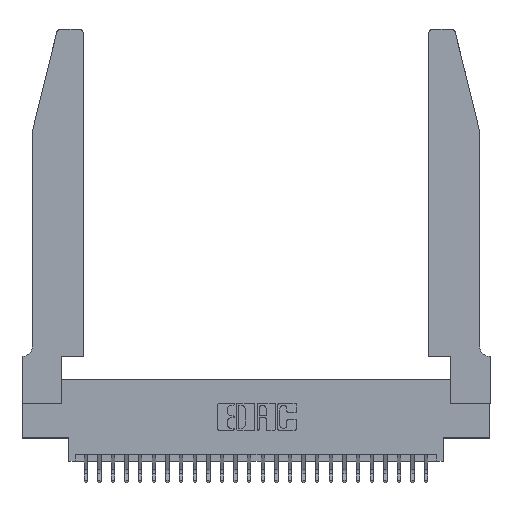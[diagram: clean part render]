
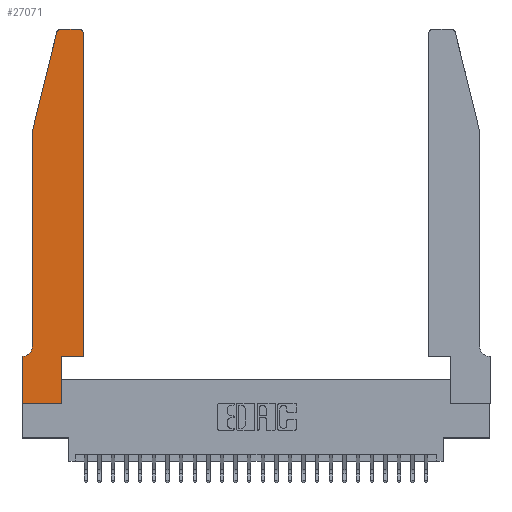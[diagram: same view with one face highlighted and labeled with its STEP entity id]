
A CAD part, top view. The second image highlights one B-rep face of the part: STEP entity #27071.
In plain terms, the highlighted planar face has unit normal (0, 0, 1).
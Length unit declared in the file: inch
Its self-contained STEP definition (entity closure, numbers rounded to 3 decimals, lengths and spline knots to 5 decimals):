
#864 = CARTESIAN_POINT ( 'NONE',  ( 0.284, 2.72, 0.37 ) ) ;
#1023 = CARTESIAN_POINT ( 'NONE',  ( 0.284, 2.75, 0.37 ) ) ;
#1081 = DIRECTION ( 'NONE',  ( 0., 1., 0. ) ) ;
#1459 = ORIENTED_EDGE ( 'NONE', *, *, #19872, .T. ) ;
#1554 = CARTESIAN_POINT ( 'NONE',  ( 0.4505, 0.35, 0.37 ) ) ;
#1843 = CARTESIAN_POINT ( 'NONE',  ( 0., 0., 0.37 ) ) ;
#2271 = VERTEX_POINT ( 'NONE', #4334 ) ;
#2673 = CARTESIAN_POINT ( 'NONE',  ( 0.0755, 0.35, 0.37 ) ) ;
#2838 = EDGE_CURVE ( 'NONE', #9746, #3343, #10814, .T. ) ;
#3128 = DIRECTION ( 'NONE',  ( 1., 0., 0. ) ) ;
#3284 = DIRECTION ( 'NONE',  ( 0., 0., 1. ) ) ;
#3343 = VERTEX_POINT ( 'NONE', #26974 ) ;
#3837 = VECTOR ( 'NONE', #25668, 39.37008 ) ;
#3839 = VECTOR ( 'NONE', #12269, 39.37008 ) ;
#3955 = DIRECTION ( 'NONE',  ( 0., 1., 0. ) ) ;
#4290 = EDGE_CURVE ( 'NONE', #8469, #2271, #5605, .T. ) ;
#4334 = CARTESIAN_POINT ( 'NONE',  ( 0.4205, 2.75, 0.37 ) ) ;
#4452 = VECTOR ( 'NONE', #3955, 39.37008 ) ;
#4885 = CARTESIAN_POINT ( 'NONE',  ( 0.2865, 0.35, 0.37 ) ) ;
#5357 = LINE ( 'NONE', #20329, #16149 ) ;
#5372 = CARTESIAN_POINT ( 'NONE',  ( 0.0755, 0.42, 0.37 ) ) ;
#5420 = VERTEX_POINT ( 'NONE', #1554 ) ;
#5567 = EDGE_CURVE ( 'NONE', #2271, #14533, #24474, .T. ) ;
#5605 = CIRCLE ( 'NONE', #15799, 0.03 ) ;
#5684 = VECTOR ( 'NONE', #14694, 39.37008 ) ;
#5989 = DIRECTION ( 'NONE',  ( 0., 0., 1. ) ) ;
#6076 = CARTESIAN_POINT ( 'NONE',  ( 0.2865, 0.35, 0.37 ) ) ;
#6401 = DIRECTION ( 'NONE',  ( -1., 0., 0. ) ) ;
#6434 = EDGE_CURVE ( 'NONE', #18621, #5420, #27024, .T. ) ;
#6808 = ORIENTED_EDGE ( 'NONE', *, *, #6434, .T. ) ;
#7092 = ORIENTED_EDGE ( 'NONE', *, *, #24851, .T. ) ;
#7902 = CARTESIAN_POINT ( 'NONE',  ( 0., 0., 0.37 ) ) ;
#7947 = CARTESIAN_POINT ( 'NONE',  ( 0.0755, 2., 0.37 ) ) ;
#8026 = VECTOR ( 'NONE', #19829, 39.37008 ) ;
#8469 = VERTEX_POINT ( 'NONE', #19796 ) ;
#8592 = VERTEX_POINT ( 'NONE', #5372 ) ;
#8870 = ORIENTED_EDGE ( 'NONE', *, *, #11375, .T. ) ;
#9080 = CARTESIAN_POINT ( 'NONE',  ( 0.0055, 0.42, 0.37 ) ) ;
#9746 = VERTEX_POINT ( 'NONE', #12162 ) ;
#9785 = DIRECTION ( 'NONE',  ( 0., -1., 0. ) ) ;
#9889 = ORIENTED_EDGE ( 'NONE', *, *, #27307, .T. ) ;
#10814 = LINE ( 'NONE', #27192, #5684 ) ;
#11235 = DIRECTION ( 'NONE',  ( -1., 0., 0. ) ) ;
#11368 = CARTESIAN_POINT ( 'NONE',  ( 0.0055, 0.35, 0.37 ) ) ;
#11375 = EDGE_CURVE ( 'NONE', #21736, #27404, #23538, .T. ) ;
#12162 = CARTESIAN_POINT ( 'NONE',  ( 0.25487, 2.72718, 0.37 ) ) ;
#12269 = DIRECTION ( 'NONE',  ( 0., -1., 0. ) ) ;
#12500 = ORIENTED_EDGE ( 'NONE', *, *, #2838, .T. ) ;
#12861 = CARTESIAN_POINT ( 'NONE',  ( 0.2605, 2.75, 0.37 ) ) ;
#13341 = VECTOR ( 'NONE', #6401, 39.37008 ) ;
#13956 = VERTEX_POINT ( 'NONE', #7902 ) ;
#14132 = EDGE_CURVE ( 'NONE', #13956, #15694, #22071, .T. ) ;
#14533 = VERTEX_POINT ( 'NONE', #1023 ) ;
#14669 = AXIS2_PLACEMENT_3D ( 'NONE', #16178, #3284, #18317 ) ;
#14675 = AXIS2_PLACEMENT_3D ( 'NONE', #9080, #23813, #11235 ) ;
#14694 = DIRECTION ( 'NONE',  ( -0.239, -0.971, 0. ) ) ;
#15481 = EDGE_CURVE ( 'NONE', #8592, #21736, #16440, .T. ) ;
#15587 = FACE_OUTER_BOUND ( 'NONE', #24529, .T. ) ;
#15629 = AXIS2_PLACEMENT_3D ( 'NONE', #864, #16033, #3128 ) ;
#15694 = VERTEX_POINT ( 'NONE', #22727 ) ;
#15799 = AXIS2_PLACEMENT_3D ( 'NONE', #18835, #5989, #20933 ) ;
#15845 = VECTOR ( 'NONE', #16927, 39.37008 ) ;
#16033 = DIRECTION ( 'NONE',  ( 0., 0., 1. ) ) ;
#16149 = VECTOR ( 'NONE', #9785, 39.37008 ) ;
#16178 = CARTESIAN_POINT ( 'NONE',  ( 0., 0.35, 0.37 ) ) ;
#16440 = CIRCLE ( 'NONE', #14675, 0.07 ) ;
#16927 = DIRECTION ( 'NONE',  ( 1., 0., 0. ) ) ;
#17156 = CARTESIAN_POINT ( 'NONE',  ( 0., 0.35, 0.37 ) ) ;
#17567 = LINE ( 'NONE', #7947, #3839 ) ;
#18218 = PLANE ( 'NONE',  #14669 ) ;
#18317 = DIRECTION ( 'NONE',  ( 1., 0., 0. ) ) ;
#18438 = CIRCLE ( 'NONE', #15629, 0.03 ) ;
#18621 = VERTEX_POINT ( 'NONE', #4885 ) ;
#18835 = CARTESIAN_POINT ( 'NONE',  ( 0.4205, 2.72, 0.37 ) ) ;
#19105 = ORIENTED_EDGE ( 'NONE', *, *, #21123, .T. ) ;
#19153 = ORIENTED_EDGE ( 'NONE', *, *, #4290, .T. ) ;
#19796 = CARTESIAN_POINT ( 'NONE',  ( 0.4505, 2.72, 0.37 ) ) ;
#19829 = DIRECTION ( 'NONE',  ( -1., 0., 0. ) ) ;
#19872 = EDGE_CURVE ( 'NONE', #5420, #8469, #26653, .T. ) ;
#20329 = CARTESIAN_POINT ( 'NONE',  ( 0., 0., 0.37 ) ) ;
#20527 = EDGE_CURVE ( 'NONE', #27404, #13956, #5357, .T. ) ;
#20807 = ORIENTED_EDGE ( 'NONE', *, *, #20527, .T. ) ;
#20933 = DIRECTION ( 'NONE',  ( 1., 0., 0. ) ) ;
#21123 = EDGE_CURVE ( 'NONE', #14533, #9746, #18438, .T. ) ;
#21147 = VECTOR ( 'NONE', #1081, 39.37008 ) ;
#21736 = VERTEX_POINT ( 'NONE', #11368 ) ;
#22022 = ORIENTED_EDGE ( 'NONE', *, *, #5567, .T. ) ;
#22071 = LINE ( 'NONE', #1843, #15845 ) ;
#22142 = LINE ( 'NONE', #6076, #4452 ) ;
#22727 = CARTESIAN_POINT ( 'NONE',  ( 0.2865, 0., 0.37 ) ) ;
#23389 = ORIENTED_EDGE ( 'NONE', *, *, #14132, .T. ) ;
#23538 = LINE ( 'NONE', #2673, #8026 ) ;
#23603 = CARTESIAN_POINT ( 'NONE',  ( 0.4505, 0.35, 0.37 ) ) ;
#23813 = DIRECTION ( 'NONE',  ( 0., 0., -1. ) ) ;
#24474 = LINE ( 'NONE', #12861, #13341 ) ;
#24529 = EDGE_LOOP ( 'NONE', ( #22022, #19105, #12500, #7092, #25284, #8870, #20807, #23389, #9889, #6808, #1459, #19153 ) ) ;
#24851 = EDGE_CURVE ( 'NONE', #3343, #8592, #17567, .T. ) ;
#25284 = ORIENTED_EDGE ( 'NONE', *, *, #15481, .T. ) ;
#25668 = DIRECTION ( 'NONE',  ( 1., 0., 0. ) ) ;
#26610 = CARTESIAN_POINT ( 'NONE',  ( 0.4505, 0.35, 0.37 ) ) ;
#26653 = LINE ( 'NONE', #26610, #21147 ) ;
#26974 = CARTESIAN_POINT ( 'NONE',  ( 0.0755, 2., 0.37 ) ) ;
#27024 = LINE ( 'NONE', #23603, #3837 ) ;
#27071 = ADVANCED_FACE ( 'NONE', ( #15587 ), #18218, .T. ) ;
#27192 = CARTESIAN_POINT ( 'NONE',  ( 0.0755, 2., 0.37 ) ) ;
#27307 = EDGE_CURVE ( 'NONE', #15694, #18621, #22142, .T. ) ;
#27404 = VERTEX_POINT ( 'NONE', #17156 ) ;
